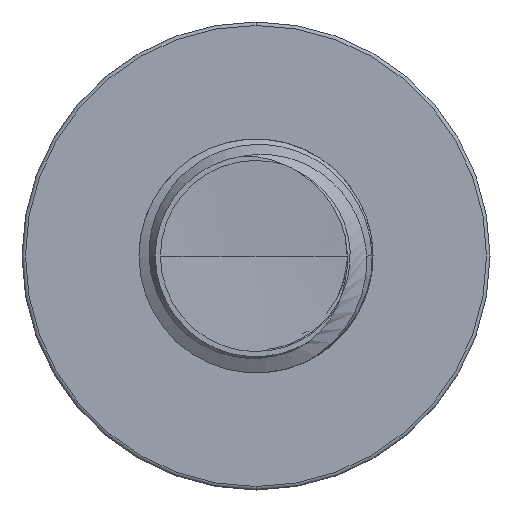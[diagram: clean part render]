
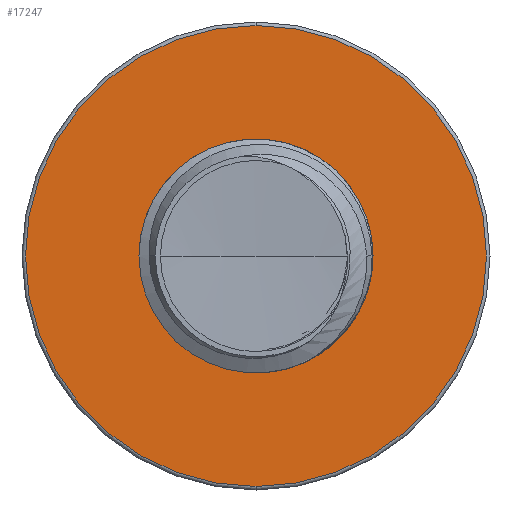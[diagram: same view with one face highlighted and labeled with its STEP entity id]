
A CAD part, front view. The second image highlights one B-rep face of the part: STEP entity #17247.
In plain terms, the highlighted planar face has unit normal (0, -1, 0).
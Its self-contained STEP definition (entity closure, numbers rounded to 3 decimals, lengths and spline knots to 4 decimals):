
#280 = CIRCLE ( 'NONE', #22658, 1.2028 ) ;
#623 = CARTESIAN_POINT ( 'NONE',  ( 0., 8., 0. ) ) ;
#2356 = CARTESIAN_POINT ( 'NONE',  ( 0., 8., -1.2028 ) ) ;
#2959 = DIRECTION ( 'NONE',  ( 0., 0., -1. ) ) ;
#3643 = DIRECTION ( 'NONE',  ( 0., -1., 0. ) ) ;
#5475 = DIRECTION ( 'NONE',  ( 0., -1., 0. ) ) ;
#6673 = EDGE_LOOP ( 'NONE', ( #18934, #31357 ) ) ;
#6729 = FACE_OUTER_BOUND ( 'NONE', #20662, .T. ) ;
#6736 = VERTEX_POINT ( 'NONE', #19380 ) ;
#8001 = CARTESIAN_POINT ( 'NONE',  ( 0., 8., 1.2028 ) ) ;
#9235 = DIRECTION ( 'NONE',  ( 0., 0., -1. ) ) ;
#10462 = DIRECTION ( 'NONE',  ( 0., -1., 0. ) ) ;
#10742 = CIRCLE ( 'NONE', #14427, 2.4625 ) ;
#12467 = EDGE_CURVE ( 'NONE', #6736, #13796, #15948, .T. ) ;
#12493 = AXIS2_PLACEMENT_3D ( 'NONE', #18623, #3643, #21030 ) ;
#13357 = CIRCLE ( 'NONE', #28926, 1.2028 ) ;
#13796 = VERTEX_POINT ( 'NONE', #23762 ) ;
#14148 = PLANE ( 'NONE',  #17125 ) ;
#14427 = AXIS2_PLACEMENT_3D ( 'NONE', #24939, #10462, #27308 ) ;
#14550 = EDGE_CURVE ( 'NONE', #28862, #28136, #280, .T. ) ;
#15948 = CIRCLE ( 'NONE', #12493, 2.4625 ) ;
#16631 = CARTESIAN_POINT ( 'NONE',  ( 0., 8., 1.2028 ) ) ;
#16958 = EDGE_CURVE ( 'NONE', #13796, #6736, #10742, .T. ) ;
#17125 = AXIS2_PLACEMENT_3D ( 'NONE', #16631, #23805, #9235 ) ;
#17247 = ADVANCED_FACE ( 'NONE', ( #6729, #26202 ), #14148, .T. ) ;
#17956 = DIRECTION ( 'NONE',  ( 0., -1., 0. ) ) ;
#18623 = CARTESIAN_POINT ( 'NONE',  ( 0., 8., 0. ) ) ;
#18934 = ORIENTED_EDGE ( 'NONE', *, *, #25312, .F. ) ;
#19380 = CARTESIAN_POINT ( 'NONE',  ( 0., 8., -2.4625 ) ) ;
#20376 = CARTESIAN_POINT ( 'NONE',  ( 0., 8., 0. ) ) ;
#20662 = EDGE_LOOP ( 'NONE', ( #24454, #30663 ) ) ;
#21030 = DIRECTION ( 'NONE',  ( 0., 0., -1. ) ) ;
#22658 = AXIS2_PLACEMENT_3D ( 'NONE', #20376, #5475, #22701 ) ;
#22701 = DIRECTION ( 'NONE',  ( 0., 0., -1. ) ) ;
#23762 = CARTESIAN_POINT ( 'NONE',  ( 0., 8., 2.4625 ) ) ;
#23805 = DIRECTION ( 'NONE',  ( 0., -1., 0. ) ) ;
#24454 = ORIENTED_EDGE ( 'NONE', *, *, #12467, .T. ) ;
#24939 = CARTESIAN_POINT ( 'NONE',  ( 0., 8., 0. ) ) ;
#25312 = EDGE_CURVE ( 'NONE', #28136, #28862, #13357, .T. ) ;
#26202 = FACE_BOUND ( 'NONE', #6673, .T. ) ;
#27308 = DIRECTION ( 'NONE',  ( 0., 0., -1. ) ) ;
#28136 = VERTEX_POINT ( 'NONE', #2356 ) ;
#28862 = VERTEX_POINT ( 'NONE', #8001 ) ;
#28926 = AXIS2_PLACEMENT_3D ( 'NONE', #623, #17956, #2959 ) ;
#30663 = ORIENTED_EDGE ( 'NONE', *, *, #16958, .T. ) ;
#31357 = ORIENTED_EDGE ( 'NONE', *, *, #14550, .F. ) ;
